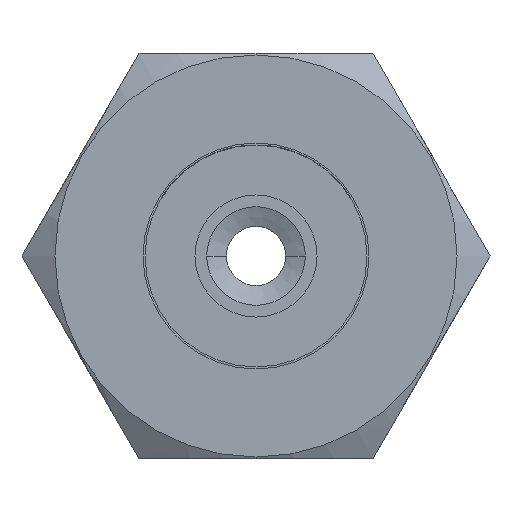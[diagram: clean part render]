
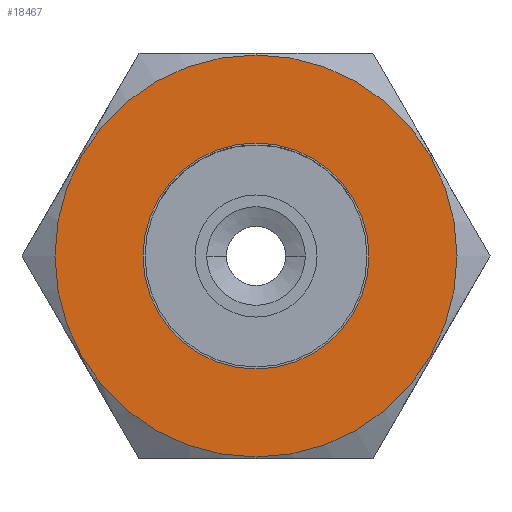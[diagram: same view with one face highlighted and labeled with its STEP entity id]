
A CAD part, left-side view. The second image highlights one B-rep face of the part: STEP entity #18467.
In plain terms, the highlighted planar face has unit normal (-1, 0, 0).
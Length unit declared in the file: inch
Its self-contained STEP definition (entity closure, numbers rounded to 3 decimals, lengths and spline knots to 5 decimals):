
#275 = CARTESIAN_POINT ( 'NONE',  ( -1.13, 0., 0.3485 ) ) ;
#621 = AXIS2_PLACEMENT_3D ( 'NONE', #2156, #7241, #10705 ) ;
#649 = ORIENTED_EDGE ( 'NONE', *, *, #18124, .T. ) ;
#1649 = CARTESIAN_POINT ( 'NONE',  ( -1.13, 0.3485, 0. ) ) ;
#1668 = EDGE_CURVE ( 'NONE', #16242, #8596, #21430, .T. ) ;
#1690 = CARTESIAN_POINT ( 'NONE',  ( -1.13, 0., -0.62 ) ) ;
#1783 = EDGE_LOOP ( 'NONE', ( #13058, #649 ) ) ;
#1903 = CIRCLE ( 'NONE', #7340, 0.62 ) ;
#2001 = FACE_BOUND ( 'NONE', #1783, .T. ) ;
#2156 = CARTESIAN_POINT ( 'NONE',  ( -1.13, 0., 0. ) ) ;
#2321 = CARTESIAN_POINT ( 'NONE',  ( -1.13, 0., 0. ) ) ;
#3252 = EDGE_CURVE ( 'NONE', #19635, #3971, #3895, .T. ) ;
#3366 = CARTESIAN_POINT ( 'NONE',  ( -1.13, 0., -0.3485 ) ) ;
#3895 = CIRCLE ( 'NONE', #621, 0.62 ) ;
#3971 = VERTEX_POINT ( 'NONE', #1690 ) ;
#7241 = DIRECTION ( 'NONE',  ( 1., 0., 0. ) ) ;
#7256 = ORIENTED_EDGE ( 'NONE', *, *, #3252, .F. ) ;
#7340 = AXIS2_PLACEMENT_3D ( 'NONE', #21880, #16751, #18565 ) ;
#7881 = CIRCLE ( 'NONE', #11860, 0.3485 ) ;
#7970 = AXIS2_PLACEMENT_3D ( 'NONE', #1649, #18834, #8546 ) ;
#8546 = DIRECTION ( 'NONE',  ( 0., 0., 1. ) ) ;
#8596 = VERTEX_POINT ( 'NONE', #275 ) ;
#8698 = PLANE ( 'NONE',  #7970 ) ;
#10705 = DIRECTION ( 'NONE',  ( 0., 0., -1. ) ) ;
#10877 = DIRECTION ( 'NONE',  ( 1., 0., 0. ) ) ;
#11860 = AXIS2_PLACEMENT_3D ( 'NONE', #21034, #12603, #16033 ) ;
#12603 = DIRECTION ( 'NONE',  ( 1., 0., 0. ) ) ;
#13058 = ORIENTED_EDGE ( 'NONE', *, *, #1668, .T. ) ;
#15157 = FACE_OUTER_BOUND ( 'NONE', #21692, .T. ) ;
#15167 = CARTESIAN_POINT ( 'NONE',  ( -1.13, 0., 0.62 ) ) ;
#15399 = EDGE_CURVE ( 'NONE', #3971, #19635, #1903, .T. ) ;
#15975 = DIRECTION ( 'NONE',  ( 0., 0., -1. ) ) ;
#16033 = DIRECTION ( 'NONE',  ( 0., 0., -1. ) ) ;
#16242 = VERTEX_POINT ( 'NONE', #3366 ) ;
#16329 = AXIS2_PLACEMENT_3D ( 'NONE', #2321, #10877, #15975 ) ;
#16751 = DIRECTION ( 'NONE',  ( 1., 0., 0. ) ) ;
#18124 = EDGE_CURVE ( 'NONE', #8596, #16242, #7881, .T. ) ;
#18467 = ADVANCED_FACE ( 'NONE', ( #2001, #15157 ), #8698, .T. ) ;
#18565 = DIRECTION ( 'NONE',  ( 0., 0., -1. ) ) ;
#18834 = DIRECTION ( 'NONE',  ( -1., 0., 0. ) ) ;
#19387 = ORIENTED_EDGE ( 'NONE', *, *, #15399, .F. ) ;
#19635 = VERTEX_POINT ( 'NONE', #15167 ) ;
#21034 = CARTESIAN_POINT ( 'NONE',  ( -1.13, 0., 0. ) ) ;
#21430 = CIRCLE ( 'NONE', #16329, 0.3485 ) ;
#21692 = EDGE_LOOP ( 'NONE', ( #19387, #7256 ) ) ;
#21880 = CARTESIAN_POINT ( 'NONE',  ( -1.13, 0., 0. ) ) ;
